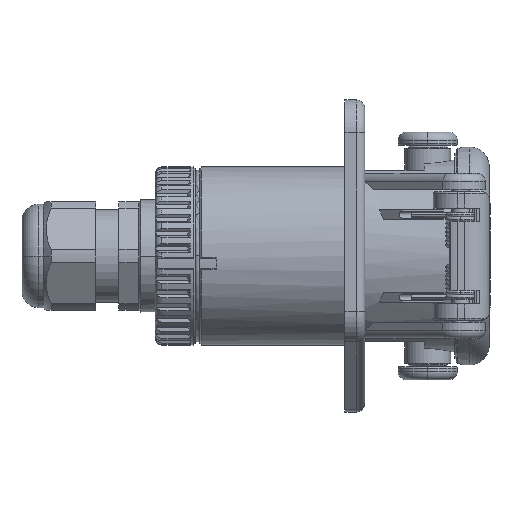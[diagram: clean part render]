
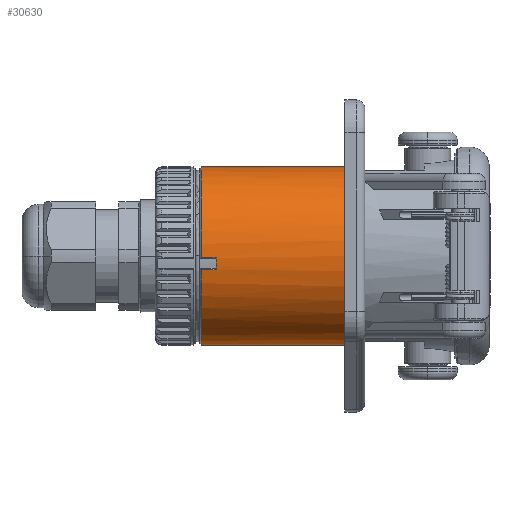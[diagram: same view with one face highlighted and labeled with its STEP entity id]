
A CAD part, front view. The second image highlights one B-rep face of the part: STEP entity #30630.
In plain terms, the highlighted cylindrical face has radius 27 mm (diameter 54 mm), a partial arc.
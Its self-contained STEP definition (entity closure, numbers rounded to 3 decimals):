
#2879=CARTESIAN_POINT('',(44.,0.,0.));
#2880=DIRECTION('',(1.,0.,0.));
#2881=DIRECTION('',(0.,0.,1.));
#2882=AXIS2_PLACEMENT_3D('',#2879,#2880,#2881);
#3081=DIRECTION('',(1.,0.,0.));
#3082=VECTOR('',#3081,43.5);
#3083=CARTESIAN_POINT('',(0.5,0.,27.));
#3084=LINE('',#3083,#3082);
#3085=DIRECTION('',(1.,0.,0.));
#3086=VECTOR('',#3085,43.5);
#3087=CARTESIAN_POINT('',(0.5,0.,-27.));
#3088=LINE('',#3087,#3086);
#3089=DIRECTION('',(-1.,0.,0.));
#3090=VECTOR('',#3089,4.5);
#3091=CARTESIAN_POINT('',(5.,-26.993,-0.605));
#3092=LINE('',#3091,#3090);
#3093=CARTESIAN_POINT('',(0.5,0.,0.));
#3094=DIRECTION('',(1.,0.,0.));
#3095=DIRECTION('',(0.,0.,1.));
#3096=AXIS2_PLACEMENT_3D('',#3093,#3094,#3095);
#3139=CARTESIAN_POINT('',(5.,0.,0.));
#3140=DIRECTION('',(-1.,0.,0.));
#3141=DIRECTION('',(0.,-0.988,-0.152));
#3142=AXIS2_PLACEMENT_3D('',#3139,#3140,#3141);
#3161=DIRECTION('',(-1.,0.,0.));
#3162=VECTOR('',#3161,4.5);
#3163=CARTESIAN_POINT('',(5.,-26.688,-4.092));
#3164=LINE('',#3163,#3162);
#3165=CARTESIAN_POINT('',(0.5,0.,0.));
#3166=DIRECTION('',(1.,0.,0.));
#3167=DIRECTION('',(0.,-0.988,-0.152));
#3168=AXIS2_PLACEMENT_3D('',#3165,#3166,#3167);
#22449=CARTESIAN_POINT('',(44.,0.,27.));
#22450=CARTESIAN_POINT('',(44.,0.,-27.));
#22451=VERTEX_POINT('',#22449);
#22452=VERTEX_POINT('',#22450);
#23123=CARTESIAN_POINT('',(5.,-26.688,-4.092));
#23124=CARTESIAN_POINT('',(5.,-26.993,-0.605));
#23125=VERTEX_POINT('',#23123);
#23126=VERTEX_POINT('',#23124);
#23159=CARTESIAN_POINT('',(0.5,0.,27.));
#23160=CARTESIAN_POINT('',(0.5,-26.993,-0.605));
#23161=VERTEX_POINT('',#23159);
#23162=VERTEX_POINT('',#23160);
#23171=CARTESIAN_POINT('',(0.5,-26.688,-4.092));
#23172=CARTESIAN_POINT('',(0.5,0.,-27.));
#23173=VERTEX_POINT('',#23171);
#23174=VERTEX_POINT('',#23172);
#30608=CARTESIAN_POINT('',(84.,0.,0.));
#30609=DIRECTION('',(-1.,0.,0.));
#30610=DIRECTION('',(0.,0.,-1.));
#30611=AXIS2_PLACEMENT_3D('',#30608,#30609,#30610);
#30612=CYLINDRICAL_SURFACE('',#30611,27.);
#30614=ORIENTED_EDGE('',*,*,#30613,.T.);
#30616=ORIENTED_EDGE('',*,*,#30615,.F.);
#30618=ORIENTED_EDGE('',*,*,#30617,.T.);
#30619=ORIENTED_EDGE('',*,*,#30381,.T.);
#30621=ORIENTED_EDGE('',*,*,#30620,.F.);
#30623=ORIENTED_EDGE('',*,*,#30622,.F.);
#30625=ORIENTED_EDGE('',*,*,#30624,.F.);
#30627=ORIENTED_EDGE('',*,*,#30626,.T.);
#30628=EDGE_LOOP('',(#30614,#30616,#30618,#30619,#30621,#30623,#30625,#30627));
#30629=FACE_OUTER_BOUND('',#30628,.F.);
#30630=ADVANCED_FACE('',(#30629),#30612,.T.);
#2883=CIRCLE('',#2882,27.);
#3097=CIRCLE('',#3096,27.);
#3143=CIRCLE('',#3142,27.);
#3169=CIRCLE('',#3168,27.);
#30381=EDGE_CURVE('',#22451,#22452,#2883,.T.);
#30613=EDGE_CURVE('',#23126,#23162,#3092,.T.);
#30615=EDGE_CURVE('',#23161,#23162,#3097,.T.);
#30617=EDGE_CURVE('',#23161,#22451,#3084,.T.);
#30620=EDGE_CURVE('',#23174,#22452,#3088,.T.);
#30622=EDGE_CURVE('',#23173,#23174,#3169,.T.);
#30624=EDGE_CURVE('',#23125,#23173,#3164,.T.);
#30626=EDGE_CURVE('',#23125,#23126,#3143,.T.);
